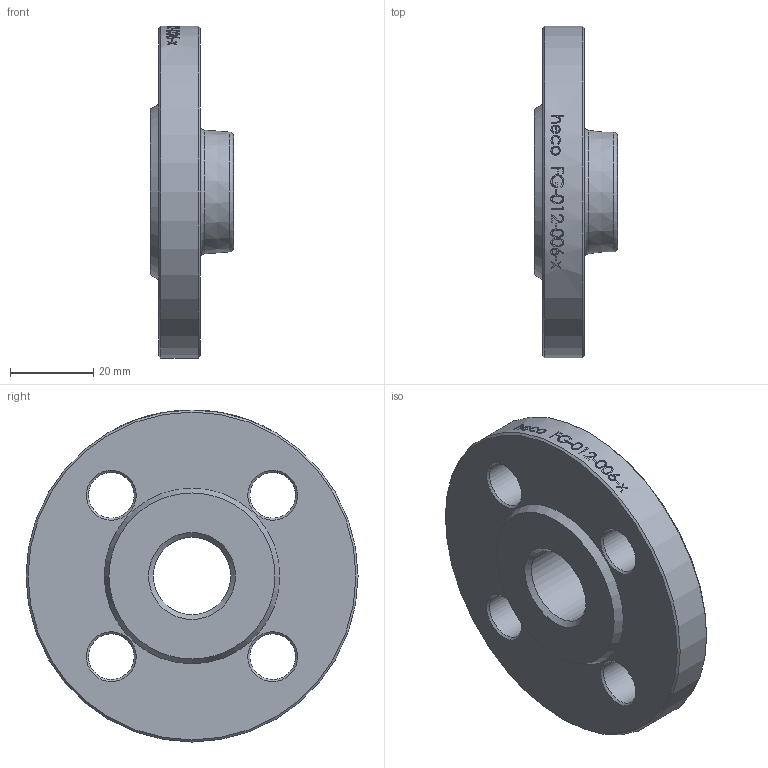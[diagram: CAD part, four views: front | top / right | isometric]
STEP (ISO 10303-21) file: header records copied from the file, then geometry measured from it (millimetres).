
FILE_DESCRIPTION (( 'STEP AP214' ), '1' );
FILE_NAME ('FG-012-006-x Gewindeflansch PN6 2102.STEP', '2021-02-03T11:20:17', ( '' ), ( '' ), 'SwSTEP 2.0', 'SolidWorks 2019', '' );
FILE_SCHEMA (( 'AUTOMOTIVE_DESIGN' ));
Length unit declared in the file: millimetre
Products named in the file (1): FG-012-006-x Gewindeflansch PN6 2102
Bounding box: 20 x 80 x 80 mm (x, y, z)
Volume: 48957.4 mm3; surface area: 14279.8 mm2
Topology: 1 solids, 1 shells, 48 faces, 213 edges, 190 vertices
Faces by surface type: cylinder 28, cone 14, plane 4, torus 2
Full cylindrical faces by diameter (mm): 11 x4, 18.631 x1, 80 x1
Entity records: 4734 total; most frequent: CARTESIAN_POINT 2945, ORIENTED_EDGE 364, DIRECTION 234, VERTEX_POINT 182, EDGE_CURVE 182, AXIS2_PLACEMENT_3D 107, EDGE_LOOP 104, B_SPLINE_CURVE_WITH_KNOTS 104
